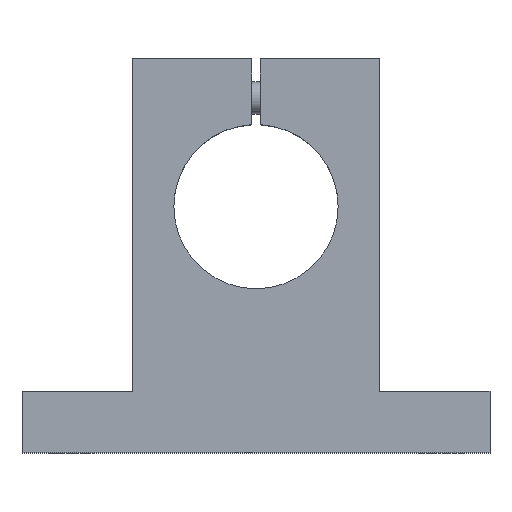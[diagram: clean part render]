
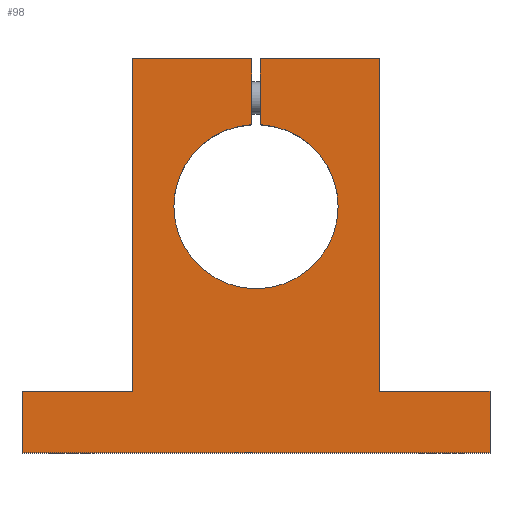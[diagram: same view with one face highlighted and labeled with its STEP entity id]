
A CAD part, top view. The second image highlights one B-rep face of the part: STEP entity #98.
In plain terms, the highlighted planar face has unit normal (0, 0, 1).
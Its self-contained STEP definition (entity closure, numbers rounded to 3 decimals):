
#98 = ADVANCED_FACE( '', ( #163 ), #164, .T. );
#163 = FACE_OUTER_BOUND( '', #246, .T. );
#164 = PLANE( '', #247 );
#246 = EDGE_LOOP( '', ( #450, #451, #452, #453, #454, #455, #456, #457, #458, #459, #460, #461, #462, #463 ) );
#247 = AXIS2_PLACEMENT_3D( '', #464, #465, #466 );
#450 = ORIENTED_EDGE( '', *, *, #634, .T. );
#451 = ORIENTED_EDGE( '', *, *, #640, .T. );
#452 = ORIENTED_EDGE( '', *, *, #584, .T. );
#453 = ORIENTED_EDGE( '', *, *, #581, .T. );
#454 = ORIENTED_EDGE( '', *, *, #639, .T. );
#455 = ORIENTED_EDGE( '', *, *, #641, .T. );
#456 = ORIENTED_EDGE( '', *, *, #642, .T. );
#457 = ORIENTED_EDGE( '', *, *, #643, .T. );
#458 = ORIENTED_EDGE( '', *, *, #644, .T. );
#459 = ORIENTED_EDGE( '', *, *, #645, .T. );
#460 = ORIENTED_EDGE( '', *, *, #646, .T. );
#461 = ORIENTED_EDGE( '', *, *, #647, .T. );
#462 = ORIENTED_EDGE( '', *, *, #648, .T. );
#463 = ORIENTED_EDGE( '', *, *, #649, .T. );
#464 = CARTESIAN_POINT( '', ( 0., 0., 0. ) );
#465 = DIRECTION( '', ( 0., 0., 1. ) );
#466 = DIRECTION( '', ( 1., 0., 0. ) );
#581 = EDGE_CURVE( '', #672, #677, #679, .T. );
#584 = EDGE_CURVE( '', #681, #672, #684, .T. );
#634 = EDGE_CURVE( '', #770, #767, #771, .T. );
#639 = EDGE_CURVE( '', #677, #777, #779, .T. );
#640 = EDGE_CURVE( '', #767, #681, #780, .T. );
#641 = EDGE_CURVE( '', #777, #781, #782, .T. );
#642 = EDGE_CURVE( '', #781, #783, #784, .T. );
#643 = EDGE_CURVE( '', #783, #785, #786, .T. );
#644 = EDGE_CURVE( '', #785, #787, #788, .T. );
#645 = EDGE_CURVE( '', #787, #789, #790, .T. );
#646 = EDGE_CURVE( '', #789, #791, #792, .T. );
#647 = EDGE_CURVE( '', #791, #793, #794, .T. );
#648 = EDGE_CURVE( '', #793, #795, #796, .T. );
#649 = EDGE_CURVE( '', #795, #770, #797, .T. );
#672 = VERTEX_POINT( '', #828 );
#677 = VERTEX_POINT( '', #834 );
#679 = CIRCLE( '', #837, 20. );
#681 = VERTEX_POINT( '', #839 );
#684 = CIRCLE( '', #843, 20. );
#767 = VERTEX_POINT( '', #956 );
#770 = VERTEX_POINT( '', #960 );
#771 = LINE( '', #961, #962 );
#777 = VERTEX_POINT( '', #971 );
#779 = LINE( '', #974, #975 );
#780 = CIRCLE( '', #976, 20. );
#781 = VERTEX_POINT( '', #977 );
#782 = LINE( '', #978, #979 );
#783 = VERTEX_POINT( '', #980 );
#784 = LINE( '', #981, #982 );
#785 = VERTEX_POINT( '', #983 );
#786 = LINE( '', #984, #985 );
#787 = VERTEX_POINT( '', #986 );
#788 = LINE( '', #987, #988 );
#789 = VERTEX_POINT( '', #989 );
#790 = LINE( '', #990, #991 );
#791 = VERTEX_POINT( '', #992 );
#792 = LINE( '', #993, #994 );
#793 = VERTEX_POINT( '', #995 );
#794 = LINE( '', #996, #997 );
#795 = VERTEX_POINT( '', #998 );
#796 = LINE( '', #999, #1000 );
#797 = LINE( '', #1001, #1002 );
#828 = CARTESIAN_POINT( '', ( -20., 0., 0. ) );
#834 = CARTESIAN_POINT( '', ( -1., 19.975, 0. ) );
#837 = AXIS2_PLACEMENT_3D( '', #1055, #1056, #1057 );
#839 = CARTESIAN_POINT( '', ( 20., 0., 0. ) );
#843 = AXIS2_PLACEMENT_3D( '', #1062, #1063, #1064 );
#956 = CARTESIAN_POINT( '', ( 1., 19.975, 0. ) );
#960 = CARTESIAN_POINT( '', ( 1., 36., 0. ) );
#961 = CARTESIAN_POINT( '', ( 1., 0., 0. ) );
#962 = VECTOR( '', #1150, 1. );
#971 = CARTESIAN_POINT( '', ( -1., 36., 0. ) );
#974 = CARTESIAN_POINT( '', ( -1., 18., 0. ) );
#975 = VECTOR( '', #1155, 1. );
#976 = AXIS2_PLACEMENT_3D( '', #1156, #1157, #1158 );
#977 = CARTESIAN_POINT( '', ( -30., 36., 0. ) );
#978 = CARTESIAN_POINT( '', ( 30., 36., 0. ) );
#979 = VECTOR( '', #1159, 1. );
#980 = CARTESIAN_POINT( '', ( -30., -45., 0. ) );
#981 = CARTESIAN_POINT( '', ( -30., 36., 0. ) );
#982 = VECTOR( '', #1160, 1. );
#983 = CARTESIAN_POINT( '', ( -57., -45., 0. ) );
#984 = CARTESIAN_POINT( '', ( -30., -45., 0. ) );
#985 = VECTOR( '', #1161, 1. );
#986 = CARTESIAN_POINT( '', ( -57., -60., 0. ) );
#987 = CARTESIAN_POINT( '', ( -57., -45., 0. ) );
#988 = VECTOR( '', #1162, 1. );
#989 = CARTESIAN_POINT( '', ( 57., -60., 0. ) );
#990 = CARTESIAN_POINT( '', ( -57., -60., 0. ) );
#991 = VECTOR( '', #1163, 1. );
#992 = CARTESIAN_POINT( '', ( 57., -45., 0. ) );
#993 = CARTESIAN_POINT( '', ( 57., -60., 0. ) );
#994 = VECTOR( '', #1164, 1. );
#995 = CARTESIAN_POINT( '', ( 30., -45., 0. ) );
#996 = CARTESIAN_POINT( '', ( 57., -45., 0. ) );
#997 = VECTOR( '', #1165, 1. );
#998 = CARTESIAN_POINT( '', ( 30., 36., 0. ) );
#999 = CARTESIAN_POINT( '', ( 30., -45., 0. ) );
#1000 = VECTOR( '', #1166, 1. );
#1001 = CARTESIAN_POINT( '', ( 30., 36., 0. ) );
#1002 = VECTOR( '', #1167, 1. );
#1055 = CARTESIAN_POINT( '', ( 0., 0., 0. ) );
#1056 = DIRECTION( '', ( 0., 0., -1. ) );
#1057 = DIRECTION( '', ( 1., 0., 0. ) );
#1062 = CARTESIAN_POINT( '', ( 0., 0., 0. ) );
#1063 = DIRECTION( '', ( 0., 0., -1. ) );
#1064 = DIRECTION( '', ( 1., 0., 0. ) );
#1150 = DIRECTION( '', ( 0., -1., 0. ) );
#1155 = DIRECTION( '', ( 0., 1., 0. ) );
#1156 = CARTESIAN_POINT( '', ( 0., 0., 0. ) );
#1157 = DIRECTION( '', ( 0., 0., -1. ) );
#1158 = DIRECTION( '', ( 1., 0., 0. ) );
#1159 = DIRECTION( '', ( -1., 0., 0. ) );
#1160 = DIRECTION( '', ( 0., -1., 0. ) );
#1161 = DIRECTION( '', ( -1., 0., 0. ) );
#1162 = DIRECTION( '', ( 0., -1., 0. ) );
#1163 = DIRECTION( '', ( 1., 0., 0. ) );
#1164 = DIRECTION( '', ( 0., 1., 0. ) );
#1165 = DIRECTION( '', ( -1., 0., 0. ) );
#1166 = DIRECTION( '', ( 0., 1., 0. ) );
#1167 = DIRECTION( '', ( -1., 0., 0. ) );
